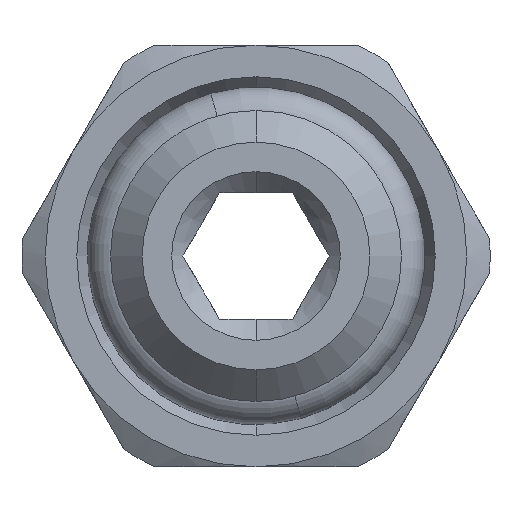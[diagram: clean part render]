
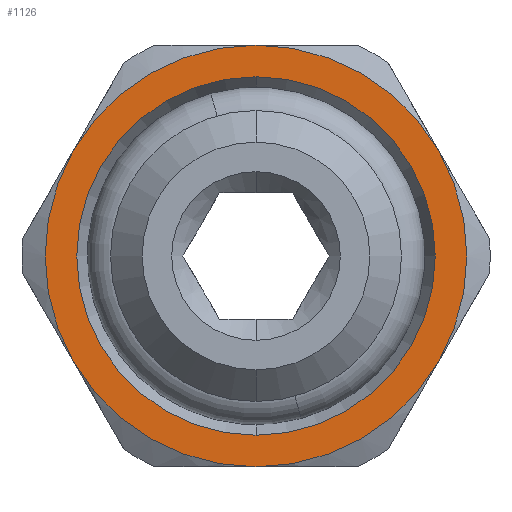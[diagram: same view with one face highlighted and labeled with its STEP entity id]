
A CAD part, front view. The second image highlights one B-rep face of the part: STEP entity #1126.
In plain terms, the highlighted planar face has unit normal (0, -1, 0).
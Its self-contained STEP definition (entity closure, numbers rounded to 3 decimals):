
#199 = ORIENTED_EDGE ( 'NONE', *, *, #8546, .T. ) ;
#379 = CARTESIAN_POINT ( 'NONE',  ( 14.49, 8.4, 0. ) ) ;
#392 = DIRECTION ( 'NONE',  ( 0., -1., 0. ) ) ;
#411 = DIRECTION ( 'NONE',  ( 0., 0., -1. ) ) ;
#571 = ORIENTED_EDGE ( 'NONE', *, *, #3737, .F. ) ;
#647 = EDGE_CURVE ( 'NONE', #6120, #7300, #8676, .T. ) ;
#750 = ORIENTED_EDGE ( 'NONE', *, *, #5571, .T. ) ;
#976 = CARTESIAN_POINT ( 'NONE',  ( 18.82, 8.4, -2.5 ) ) ;
#1071 = AXIS2_PLACEMENT_3D ( 'NONE', #3889, #10442, #4836 ) ;
#1126 = ADVANCED_FACE ( 'NONE', ( #4272, #6467 ), #6489, .T. ) ;
#1257 = AXIS2_PLACEMENT_3D ( 'NONE', #2027, #8606, #2990 ) ;
#1787 = CARTESIAN_POINT ( 'NONE',  ( 14.49, 8.4, 0. ) ) ;
#1798 = CARTESIAN_POINT ( 'NONE',  ( 14.49, 8.4, 0. ) ) ;
#2027 = CARTESIAN_POINT ( 'NONE',  ( 14.49, 8.4, 0. ) ) ;
#2349 = AXIS2_PLACEMENT_3D ( 'NONE', #1787, #8369, #2734 ) ;
#2502 = VERTEX_POINT ( 'NONE', #6292 ) ;
#2734 = DIRECTION ( 'NONE',  ( 0., 0., -1. ) ) ;
#2748 = DIRECTION ( 'NONE',  ( 0., 0., -1. ) ) ;
#2990 = DIRECTION ( 'NONE',  ( 0., 0., -1. ) ) ;
#3737 = EDGE_CURVE ( 'NONE', #2502, #10605, #3851, .T. ) ;
#3749 = CARTESIAN_POINT ( 'NONE',  ( 14.49, 8.4, 0. ) ) ;
#3823 = DIRECTION ( 'NONE',  ( 0., 0., -1. ) ) ;
#3835 = AXIS2_PLACEMENT_3D ( 'NONE', #3749, #10304, #4712 ) ;
#3838 = CARTESIAN_POINT ( 'NONE',  ( 14.49, 8.4, 5. ) ) ;
#3851 = CIRCLE ( 'NONE', #7540, 4.25 ) ;
#3869 = AXIS2_PLACEMENT_3D ( 'NONE', #4772, #11276, #5719 ) ;
#3889 = CARTESIAN_POINT ( 'NONE',  ( 14.49, 8.4, 0. ) ) ;
#4272 = FACE_OUTER_BOUND ( 'NONE', #5564, .T. ) ;
#4596 = DIRECTION ( 'NONE',  ( 0., -1., 0. ) ) ;
#4712 = DIRECTION ( 'NONE',  ( 0., 0., -1. ) ) ;
#4772 = CARTESIAN_POINT ( 'NONE',  ( 14.49, 8.4, 0. ) ) ;
#4836 = DIRECTION ( 'NONE',  ( 0., 0., -1. ) ) ;
#4916 = CARTESIAN_POINT ( 'NONE',  ( 14.49, 8.4, -5. ) ) ;
#5514 = EDGE_LOOP ( 'NONE', ( #571, #7925 ) ) ;
#5548 = CARTESIAN_POINT ( 'NONE',  ( 18.82, 8.4, 2.5 ) ) ;
#5564 = EDGE_LOOP ( 'NONE', ( #750, #199, #7773, #6192, #10897, #9013 ) ) ;
#5571 = EDGE_CURVE ( 'NONE', #9227, #11211, #10098, .T. ) ;
#5719 = DIRECTION ( 'NONE',  ( 0., 0., -1. ) ) ;
#6120 = VERTEX_POINT ( 'NONE', #3838 ) ;
#6192 = ORIENTED_EDGE ( 'NONE', *, *, #647, .T. ) ;
#6292 = CARTESIAN_POINT ( 'NONE',  ( 14.49, 8.4, -4.25 ) ) ;
#6363 = CIRCLE ( 'NONE', #6523, 5. ) ;
#6467 = FACE_BOUND ( 'NONE', #5514, .T. ) ;
#6489 = PLANE ( 'NONE',  #10095 ) ;
#6523 = AXIS2_PLACEMENT_3D ( 'NONE', #1798, #8387, #2748 ) ;
#6786 = CARTESIAN_POINT ( 'NONE',  ( 18.74, 8.4, 0. ) ) ;
#6799 = DIRECTION ( 'NONE',  ( 0., -1., 0. ) ) ;
#7216 = EDGE_CURVE ( 'NONE', #11843, #6120, #7791, .T. ) ;
#7300 = VERTEX_POINT ( 'NONE', #10326 ) ;
#7407 = CIRCLE ( 'NONE', #3835, 5. ) ;
#7540 = AXIS2_PLACEMENT_3D ( 'NONE', #10191, #4596, #11116 ) ;
#7773 = ORIENTED_EDGE ( 'NONE', *, *, #7216, .T. ) ;
#7791 = CIRCLE ( 'NONE', #1257, 5. ) ;
#7925 = ORIENTED_EDGE ( 'NONE', *, *, #11934, .F. ) ;
#8019 = CARTESIAN_POINT ( 'NONE',  ( 10.159, 8.4, -2.5 ) ) ;
#8214 = CARTESIAN_POINT ( 'NONE',  ( 14.49, 8.4, 4.25 ) ) ;
#8369 = DIRECTION ( 'NONE',  ( 0., -1., 0. ) ) ;
#8387 = DIRECTION ( 'NONE',  ( 0., -1., 0. ) ) ;
#8546 = EDGE_CURVE ( 'NONE', #11211, #11843, #7407, .T. ) ;
#8606 = DIRECTION ( 'NONE',  ( 0., -1., 0. ) ) ;
#8676 = CIRCLE ( 'NONE', #9498, 5. ) ;
#8926 = EDGE_CURVE ( 'NONE', #9905, #9227, #6363, .T. ) ;
#9013 = ORIENTED_EDGE ( 'NONE', *, *, #8926, .T. ) ;
#9227 = VERTEX_POINT ( 'NONE', #4916 ) ;
#9498 = AXIS2_PLACEMENT_3D ( 'NONE', #379, #392, #411 ) ;
#9676 = CIRCLE ( 'NONE', #2349, 5. ) ;
#9905 = VERTEX_POINT ( 'NONE', #8019 ) ;
#10087 = EDGE_CURVE ( 'NONE', #7300, #9905, #9676, .T. ) ;
#10095 = AXIS2_PLACEMENT_3D ( 'NONE', #6786, #6799, #3823 ) ;
#10098 = CIRCLE ( 'NONE', #3869, 5. ) ;
#10191 = CARTESIAN_POINT ( 'NONE',  ( 14.49, 8.4, 0. ) ) ;
#10304 = DIRECTION ( 'NONE',  ( 0., -1., 0. ) ) ;
#10326 = CARTESIAN_POINT ( 'NONE',  ( 10.159, 8.4, 2.5 ) ) ;
#10442 = DIRECTION ( 'NONE',  ( 0., -1., 0. ) ) ;
#10605 = VERTEX_POINT ( 'NONE', #8214 ) ;
#10897 = ORIENTED_EDGE ( 'NONE', *, *, #10087, .T. ) ;
#11116 = DIRECTION ( 'NONE',  ( 0., 0., -1. ) ) ;
#11211 = VERTEX_POINT ( 'NONE', #976 ) ;
#11276 = DIRECTION ( 'NONE',  ( 0., -1., 0. ) ) ;
#11363 = CIRCLE ( 'NONE', #1071, 4.25 ) ;
#11843 = VERTEX_POINT ( 'NONE', #5548 ) ;
#11934 = EDGE_CURVE ( 'NONE', #10605, #2502, #11363, .T. ) ;
